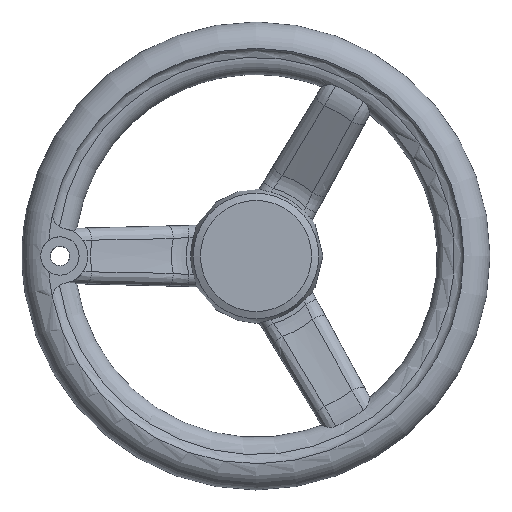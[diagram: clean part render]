
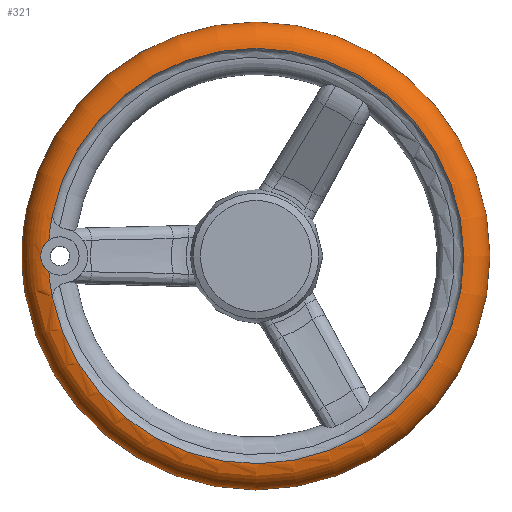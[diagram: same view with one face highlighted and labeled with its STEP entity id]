
A CAD part, left-side view. The second image highlights one B-rep face of the part: STEP entity #321.
In plain terms, the highlighted toroidal (fillet/blend) face has major radius 71 mm and minor radius 9 mm.
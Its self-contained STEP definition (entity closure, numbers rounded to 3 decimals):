
#321=ADVANCED_FACE('',(#552,#553),#415,.T.);
#415=TOROIDAL_SURFACE('',#1615,71.,9.);
#431=B_SPLINE_CURVE_WITH_KNOTS('',3,(#2112,#2113,#2114,#2115,#2116,#2117),
.UNSPECIFIED.,.F.,.F.,(4,2,4),(0.,0.5,1.),.UNSPECIFIED.);
#552=FACE_BOUND('',#574,.T.);
#553=FACE_BOUND('',#575,.T.);
#574=EDGE_LOOP('',(#688));
#575=EDGE_LOOP('',(#689,#690,#691,#692));
#688=ORIENTED_EDGE('',*,*,#1292,.T.);
#689=ORIENTED_EDGE('',*,*,#1299,.F.);
#690=ORIENTED_EDGE('',*,*,#1300,.F.);
#691=ORIENTED_EDGE('',*,*,#1301,.F.);
#692=ORIENTED_EDGE('',*,*,#1302,.F.);
#1145=VERTEX_POINT('',#2074);
#1152=VERTEX_POINT('',#2118);
#1153=VERTEX_POINT('',#2119);
#1154=VERTEX_POINT('',#2121);
#1155=VERTEX_POINT('',#2123);
#1292=EDGE_CURVE('',#1145,#1145,#1524,.T.);
#1299=EDGE_CURVE('',#1152,#1153,#431,.T.);
#1300=EDGE_CURVE('',#1154,#1152,#1528,.T.);
#1301=EDGE_CURVE('',#1155,#1154,#1529,.T.);
#1302=EDGE_CURVE('',#1153,#1155,#1530,.T.);
#1524=CIRCLE('',#1607,71.);
#1528=CIRCLE('',#1612,71.);
#1529=CIRCLE('',#1613,71.);
#1530=CIRCLE('',#1614,71.);
#1607=AXIS2_PLACEMENT_3D('',#2073,#1754,#1755);
#1612=AXIS2_PLACEMENT_3D('',#2120,#1764,#1765);
#1613=AXIS2_PLACEMENT_3D('',#2122,#1766,#1767);
#1614=AXIS2_PLACEMENT_3D('',#2124,#1768,#1769);
#1615=AXIS2_PLACEMENT_3D('',#2125,#1770,#1771);
#1754=DIRECTION('',(-1.,0.,0.));
#1755=DIRECTION('',(0.,0.,1.));
#1764=DIRECTION('',(-1.,0.,0.));
#1765=DIRECTION('',(0.,0.,1.));
#1766=DIRECTION('',(-1.,0.,0.));
#1767=DIRECTION('',(0.,0.,1.));
#1768=DIRECTION('',(-1.,0.,0.));
#1769=DIRECTION('',(0.,0.,1.));
#1770=DIRECTION('',(-1.,0.,0.));
#1771=DIRECTION('',(0.,0.,1.));
#2073=CARTESIAN_POINT('',(347.256,174.174,0.));
#2074=CARTESIAN_POINT('',(347.256,174.174,71.));
#2112=CARTESIAN_POINT('',(329.256,244.973,5.336));
#2113=CARTESIAN_POINT('',(329.256,246.673,4.125));
#2114=CARTESIAN_POINT('',(329.625,247.724,2.08));
#2115=CARTESIAN_POINT('',(329.625,247.723,-2.086));
#2116=CARTESIAN_POINT('',(329.256,246.679,-4.12));
#2117=CARTESIAN_POINT('',(329.256,244.973,-5.336));
#2118=CARTESIAN_POINT('',(329.256,244.973,5.336));
#2119=CARTESIAN_POINT('',(329.256,244.973,-5.336));
#2120=CARTESIAN_POINT('',(329.256,174.174,0.));
#2121=CARTESIAN_POINT('',(329.256,243.78,14.));
#2122=CARTESIAN_POINT('',(329.256,174.174,0.));
#2123=CARTESIAN_POINT('',(329.256,243.78,-14.));
#2124=CARTESIAN_POINT('',(329.256,174.174,0.));
#2125=CARTESIAN_POINT('',(338.256,174.174,0.));
